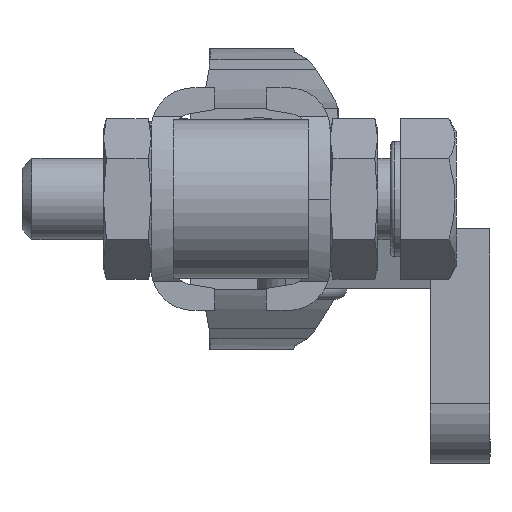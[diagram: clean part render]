
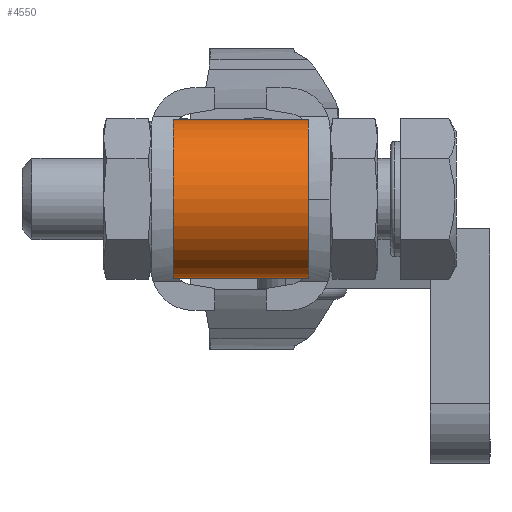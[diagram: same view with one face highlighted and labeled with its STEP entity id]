
A CAD part, left-side view. The second image highlights one B-rep face of the part: STEP entity #4550.
In plain terms, the highlighted cylindrical face has radius 4 mm (diameter 8 mm), a partial arc.
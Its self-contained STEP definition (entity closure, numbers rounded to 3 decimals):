
#228 = FACE_OUTER_BOUND ( 'NONE', #1177, .T. ) ;
#537 = CYLINDRICAL_SURFACE ( 'NONE', #4030, 4. ) ;
#661 = DIRECTION ( 'NONE',  ( 0., 0., 1. ) ) ;
#949 = VERTEX_POINT ( 'NONE', #10772 ) ;
#1177 = EDGE_LOOP ( 'NONE', ( #5617, #7062, #9330, #9619 ) ) ;
#1250 = EDGE_CURVE ( 'NONE', #7448, #6580, #3765, .T. ) ;
#1253 = CIRCLE ( 'NONE', #7696, 4. ) ;
#1281 = VECTOR ( 'NONE', #8546, 1000. ) ;
#1596 = DIRECTION ( 'NONE',  ( 0., 1., 0. ) ) ;
#2068 = DIRECTION ( 'NONE',  ( 0., 1., 0. ) ) ;
#2546 = VERTEX_POINT ( 'NONE', #2998 ) ;
#2783 = CARTESIAN_POINT ( 'NONE',  ( -16.7, 14.55, -1.5 ) ) ;
#2998 = CARTESIAN_POINT ( 'NONE',  ( -16.7, 14.55, 2.5 ) ) ;
#3473 = VECTOR ( 'NONE', #5709, 1000. ) ;
#3702 = DIRECTION ( 'NONE',  ( 0., 0., -1. ) ) ;
#3765 = LINE ( 'NONE', #7855, #1281 ) ;
#4030 = AXIS2_PLACEMENT_3D ( 'NONE', #10779, #1596, #661 ) ;
#4365 = EDGE_CURVE ( 'NONE', #949, #2546, #5971, .T. ) ;
#4550 = ADVANCED_FACE ( 'NONE', ( #228 ), #537, .T. ) ;
#5176 = AXIS2_PLACEMENT_3D ( 'NONE', #2783, #9277, #3702 ) ;
#5468 = EDGE_CURVE ( 'NONE', #7448, #949, #1253, .T. ) ;
#5617 = ORIENTED_EDGE ( 'NONE', *, *, #10885, .T. ) ;
#5709 = DIRECTION ( 'NONE',  ( 0., 1., 0. ) ) ;
#5971 = LINE ( 'NONE', #8469, #3473 ) ;
#6148 = CARTESIAN_POINT ( 'NONE',  ( -16.7, 14.55, -5.5 ) ) ;
#6577 = CARTESIAN_POINT ( 'NONE',  ( -16.7, 7.75, -5.5 ) ) ;
#6580 = VERTEX_POINT ( 'NONE', #6148 ) ;
#7062 = ORIENTED_EDGE ( 'NONE', *, *, #1250, .F. ) ;
#7448 = VERTEX_POINT ( 'NONE', #6577 ) ;
#7639 = CARTESIAN_POINT ( 'NONE',  ( -16.7, 7.75, -1.5 ) ) ;
#7696 = AXIS2_PLACEMENT_3D ( 'NONE', #7639, #2068, #8585 ) ;
#7855 = CARTESIAN_POINT ( 'NONE',  ( -16.7, -14.45, -5.5 ) ) ;
#8469 = CARTESIAN_POINT ( 'NONE',  ( -16.7, -14.45, 2.5 ) ) ;
#8546 = DIRECTION ( 'NONE',  ( 0., 1., 0. ) ) ;
#8585 = DIRECTION ( 'NONE',  ( -1., 0., 0. ) ) ;
#8703 = CIRCLE ( 'NONE', #5176, 4. ) ;
#9277 = DIRECTION ( 'NONE',  ( 0., -1., 0. ) ) ;
#9330 = ORIENTED_EDGE ( 'NONE', *, *, #5468, .T. ) ;
#9619 = ORIENTED_EDGE ( 'NONE', *, *, #4365, .T. ) ;
#10772 = CARTESIAN_POINT ( 'NONE',  ( -16.7, 7.75, 2.5 ) ) ;
#10779 = CARTESIAN_POINT ( 'NONE',  ( -16.7, -14.45, -1.5 ) ) ;
#10885 = EDGE_CURVE ( 'NONE', #2546, #6580, #8703, .T. ) ;
